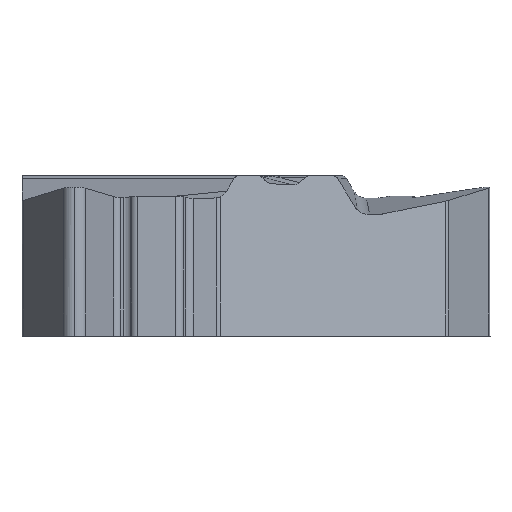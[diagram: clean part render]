
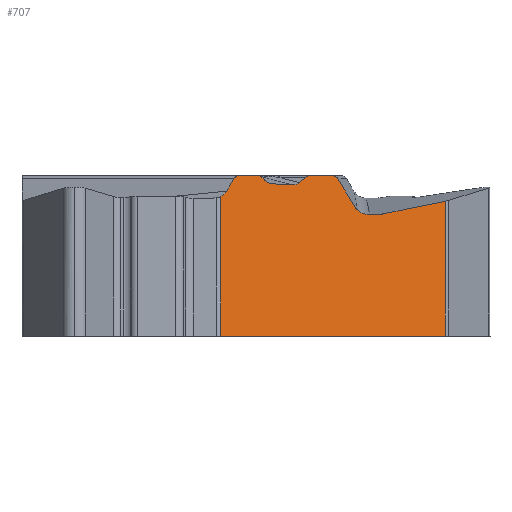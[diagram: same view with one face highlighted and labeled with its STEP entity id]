
A CAD part, front view. The second image highlights one B-rep face of the part: STEP entity #707.
In plain terms, the highlighted planar face has unit normal (0.5, -0.866, 0).
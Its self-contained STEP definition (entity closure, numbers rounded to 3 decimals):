
#94=FACE_OUTER_BOUND('',#899,.T.);
#185=PLANE('',#2374);
#223=LINE('',#3714,#409);
#227=LINE('',#3728,#413);
#302=LINE('',#4062,#488);
#303=LINE('',#4065,#489);
#304=LINE('',#4067,#490);
#305=LINE('',#4069,#491);
#306=LINE('',#4073,#492);
#307=LINE('',#4082,#493);
#308=LINE('',#4087,#494);
#309=LINE('',#4091,#495);
#310=LINE('',#4095,#496);
#311=LINE('',#4100,#497);
#409=VECTOR('',#2529,1.);
#413=VECTOR('',#2539,1.);
#488=VECTOR('',#2804,1.);
#489=VECTOR('',#2805,1.);
#490=VECTOR('',#2806,1.);
#491=VECTOR('',#2807,1.);
#492=VECTOR('',#2810,1.);
#493=VECTOR('',#2813,1.);
#494=VECTOR('',#2818,1.);
#495=VECTOR('',#2821,1.);
#496=VECTOR('',#2824,1.);
#497=VECTOR('',#2829,1.);
#628=ELLIPSE('',#2365,0.37,0.33);
#629=ELLIPSE('',#2366,0.401,0.33);
#630=ELLIPSE('',#2367,0.177,0.15);
#631=ELLIPSE('',#2368,0.167,0.15);
#632=ELLIPSE('',#2369,0.314,0.3);
#633=ELLIPSE('',#2370,0.314,0.3);
#634=ELLIPSE('',#2371,0.15,0.15);
#635=ELLIPSE('',#2372,0.17,0.15);
#636=ELLIPSE('',#2373,0.386,0.33);
#707=ADVANCED_FACE('',(#94),#185,.F.);
#899=EDGE_LOOP('',(#1228,#1229,#1230,#1231,#1232,#1233,#1234,#1235,#1236,
#1237,#1238,#1239,#1240,#1241,#1242,#1243,#1244,#1245,#1246,#1247,#1248,
#1249));
#1228=ORIENTED_EDGE('',*,*,#1995,.T.);
#1229=ORIENTED_EDGE('',*,*,#1996,.T.);
#1230=ORIENTED_EDGE('',*,*,#1997,.T.);
#1231=ORIENTED_EDGE('',*,*,#1998,.T.);
#1232=ORIENTED_EDGE('',*,*,#1999,.T.);
#1233=ORIENTED_EDGE('',*,*,#2000,.F.);
#1234=ORIENTED_EDGE('',*,*,#2001,.T.);
#1235=ORIENTED_EDGE('',*,*,#2002,.T.);
#1236=ORIENTED_EDGE('',*,*,#2003,.T.);
#1237=ORIENTED_EDGE('',*,*,#2004,.F.);
#1238=ORIENTED_EDGE('',*,*,#1861,.F.);
#1239=ORIENTED_EDGE('',*,*,#2005,.F.);
#1240=ORIENTED_EDGE('',*,*,#2006,.T.);
#1241=ORIENTED_EDGE('',*,*,#2007,.T.);
#1242=ORIENTED_EDGE('',*,*,#2008,.T.);
#1243=ORIENTED_EDGE('',*,*,#2009,.T.);
#1244=ORIENTED_EDGE('',*,*,#2010,.T.);
#1245=ORIENTED_EDGE('',*,*,#2011,.F.);
#1246=ORIENTED_EDGE('',*,*,#1854,.F.);
#1247=ORIENTED_EDGE('',*,*,#2012,.F.);
#1248=ORIENTED_EDGE('',*,*,#2013,.T.);
#1249=ORIENTED_EDGE('',*,*,#2014,.T.);
#1642=VERTEX_POINT('',#3713);
#1643=VERTEX_POINT('',#3715);
#1649=VERTEX_POINT('',#3727);
#1650=VERTEX_POINT('',#3729);
#1740=VERTEX_POINT('',#4063);
#1741=VERTEX_POINT('',#4064);
#1742=VERTEX_POINT('',#4066);
#1743=VERTEX_POINT('',#4068);
#1744=VERTEX_POINT('',#4070);
#1745=VERTEX_POINT('',#4072);
#1746=VERTEX_POINT('',#4074);
#1747=VERTEX_POINT('',#4076);
#1748=VERTEX_POINT('',#4081);
#1749=VERTEX_POINT('',#4083);
#1750=VERTEX_POINT('',#4086);
#1751=VERTEX_POINT('',#4088);
#1752=VERTEX_POINT('',#4090);
#1753=VERTEX_POINT('',#4092);
#1754=VERTEX_POINT('',#4094);
#1755=VERTEX_POINT('',#4096);
#1756=VERTEX_POINT('',#4099);
#1757=VERTEX_POINT('',#4101);
#1854=EDGE_CURVE('',#1642,#1643,#223,.T.);
#1861=EDGE_CURVE('',#1649,#1650,#227,.T.);
#1995=EDGE_CURVE('',#1740,#1741,#302,.T.);
#1996=EDGE_CURVE('',#1741,#1742,#303,.T.);
#1997=EDGE_CURVE('',#1742,#1743,#304,.T.);
#1998=EDGE_CURVE('',#1743,#1744,#305,.T.);
#1999=EDGE_CURVE('',#1744,#1745,#628,.T.);
#2000=EDGE_CURVE('',#1746,#1745,#306,.T.);
#2001=EDGE_CURVE('',#1746,#1747,#629,.T.);
#2002=EDGE_CURVE('',#1747,#1748,#2233,.T.);
#2003=EDGE_CURVE('',#1748,#1749,#307,.T.);
#2004=EDGE_CURVE('',#1650,#1749,#630,.T.);
#2005=EDGE_CURVE('',#1750,#1649,#631,.T.);
#2006=EDGE_CURVE('',#1750,#1751,#308,.T.);
#2007=EDGE_CURVE('',#1751,#1752,#632,.T.);
#2008=EDGE_CURVE('',#1752,#1753,#309,.T.);
#2009=EDGE_CURVE('',#1753,#1754,#633,.T.);
#2010=EDGE_CURVE('',#1754,#1755,#310,.T.);
#2011=EDGE_CURVE('',#1643,#1755,#634,.T.);
#2012=EDGE_CURVE('',#1756,#1642,#635,.T.);
#2013=EDGE_CURVE('',#1756,#1757,#311,.T.);
#2014=EDGE_CURVE('',#1757,#1740,#636,.T.);
#2233=B_SPLINE_CURVE_WITH_KNOTS('',3,(#4077,#4078,#4079,#4080),
 .UNSPECIFIED.,.F.,.F.,(4,4),(0.,1.),.UNSPECIFIED.);
#2365=AXIS2_PLACEMENT_3D('',#4071,#2808,#2809);
#2366=AXIS2_PLACEMENT_3D('',#4075,#2811,#2812);
#2367=AXIS2_PLACEMENT_3D('',#4084,#2814,#2815);
#2368=AXIS2_PLACEMENT_3D('',#4085,#2816,#2817);
#2369=AXIS2_PLACEMENT_3D('',#4089,#2819,#2820);
#2370=AXIS2_PLACEMENT_3D('',#4093,#2822,#2823);
#2371=AXIS2_PLACEMENT_3D('',#4097,#2825,#2826);
#2372=AXIS2_PLACEMENT_3D('',#4098,#2827,#2828);
#2373=AXIS2_PLACEMENT_3D('',#4102,#2830,#2831);
#2374=AXIS2_PLACEMENT_3D('',#4103,#2832,#2833);
#2529=DIRECTION('',(0.866,0.5,0.));
#2539=DIRECTION('',(0.866,0.5,0.));
#2804=DIRECTION('',(0.,0.,-1.));
#2805=DIRECTION('',(0.866,0.5,0.));
#2806=DIRECTION('',(0.,0.,1.));
#2807=DIRECTION('',(-0.853,-0.492,-0.174));
#2808=DIRECTION('',(-0.5,0.866,0.));
#2809=DIRECTION('',(-0.853,-0.492,-0.174));
#2810=DIRECTION('',(0.866,0.5,0.));
#2811=DIRECTION('',(-0.5,0.866,0.));
#2812=DIRECTION('',(-0.859,-0.496,0.126));
#2813=DIRECTION('',(-0.497,-0.287,0.819));
#2814=DIRECTION('',(-0.5,0.866,0.));
#2815=DIRECTION('',(-0.866,-0.5,0.));
#2816=DIRECTION('',(-0.5,0.866,0.));
#2817=DIRECTION('',(-0.866,-0.5,0.));
#2818=DIRECTION('',(-0.687,-0.397,-0.608));
#2819=DIRECTION('',(-0.5,0.866,0.));
#2820=DIRECTION('',(-0.7,-0.404,0.589));
#2821=DIRECTION('',(-0.865,-0.499,0.049));
#2822=DIRECTION('',(-0.5,0.866,0.));
#2823=DIRECTION('',(-0.7,-0.404,0.589));
#2824=DIRECTION('',(-0.656,-0.378,0.653));
#2825=DIRECTION('',(-0.5,0.866,0.));
#2826=DIRECTION('',(0.866,0.5,0.));
#2827=DIRECTION('',(-0.5,0.866,0.));
#2828=DIRECTION('',(-0.866,-0.5,0.));
#2829=DIRECTION('',(-0.483,-0.279,-0.83));
#2830=DIRECTION('',(-0.5,0.866,0.));
#2831=DIRECTION('',(0.854,0.493,0.165));
#2832=DIRECTION('',(-0.5,0.866,0.));
#2833=DIRECTION('',(-0.866,-0.5,0.));
#3713=CARTESIAN_POINT('',(1.009,-4.917,0.3));
#3714=CARTESIAN_POINT('',(8.733,-0.457,0.3));
#3715=CARTESIAN_POINT('',(1.543,-4.608,0.3));
#3727=CARTESIAN_POINT('',(2.884,-3.834,0.3));
#3728=CARTESIAN_POINT('',(-3.971,-7.792,0.3));
#3729=CARTESIAN_POINT('',(3.516,-3.469,0.3));
#4062=CARTESIAN_POINT('',(0.533,-5.191,0.));
#4063=CARTESIAN_POINT('',(0.533,-5.191,-0.251));
#4064=CARTESIAN_POINT('',(0.533,-5.191,-3.97));
#4065=CARTESIAN_POINT('',(8.733,-0.457,-3.97));
#4066=CARTESIAN_POINT('',(6.511,-1.74,-3.97));
#4067=CARTESIAN_POINT('',(6.511,-1.74,0.));
#4068=CARTESIAN_POINT('',(6.511,-1.74,-0.376));
#4069=CARTESIAN_POINT('',(-3.599,-7.577,-2.434));
#4070=CARTESIAN_POINT('',(4.851,-2.698,-0.714));
#4071=CARTESIAN_POINT('',(4.802,-2.727,-0.389));
#4072=CARTESIAN_POINT('',(4.789,-2.734,-0.72));
#4073=CARTESIAN_POINT('',(-3.971,-7.792,-0.72));
#4074=CARTESIAN_POINT('',(4.429,-2.942,-0.72));
#4075=CARTESIAN_POINT('',(4.412,-2.952,-0.389));
#4076=CARTESIAN_POINT('',(4.15,-3.103,-0.592));
#4077=CARTESIAN_POINT('',(4.15,-3.103,-0.592));
#4078=CARTESIAN_POINT('',(4.137,-3.111,-0.577));
#4079=CARTESIAN_POINT('',(4.125,-3.118,-0.561));
#4080=CARTESIAN_POINT('',(4.114,-3.124,-0.544));
#4081=CARTESIAN_POINT('',(4.114,-3.124,-0.544));
#4082=CARTESIAN_POINT('',(1.234,-4.787,4.208));
#4083=CARTESIAN_POINT('',(3.647,-3.393,0.227));
#4084=CARTESIAN_POINT('',(3.516,-3.469,0.15));
#4085=CARTESIAN_POINT('',(2.884,-3.834,0.15));
#4086=CARTESIAN_POINT('',(2.79,-3.888,0.264));
#4087=CARTESIAN_POINT('',(-1.581,-6.412,-3.603));
#4088=CARTESIAN_POINT('',(2.626,-3.983,0.119));
#4089=CARTESIAN_POINT('',(2.457,-4.081,0.363));
#4090=CARTESIAN_POINT('',(2.455,-4.082,0.058));
#4091=CARTESIAN_POINT('',(8.721,-0.464,-0.293));
#4092=CARTESIAN_POINT('',(1.893,-4.407,0.09));
#4093=CARTESIAN_POINT('',(1.894,-4.406,0.395));
#4094=CARTESIAN_POINT('',(1.723,-4.505,0.169));
#4095=CARTESIAN_POINT('',(5.812,-2.144,-3.907));
#4096=CARTESIAN_POINT('',(1.628,-4.559,0.264));
#4097=CARTESIAN_POINT('',(1.543,-4.608,0.15));
#4098=CARTESIAN_POINT('',(1.009,-4.917,0.15));
#4099=CARTESIAN_POINT('',(0.883,-4.99,0.227));
#4100=CARTESIAN_POINT('',(3.237,-3.631,4.268));
#4101=CARTESIAN_POINT('',(0.688,-5.102,-0.108));
#4102=CARTESIAN_POINT('',(0.402,-5.267,0.047));
#4103=CARTESIAN_POINT('',(8.733,-0.457,0.));
